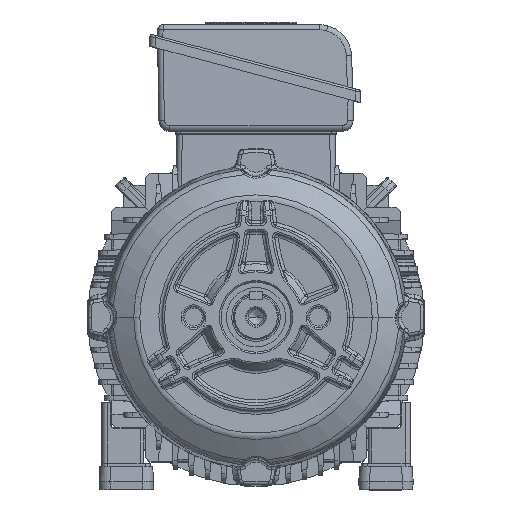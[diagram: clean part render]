
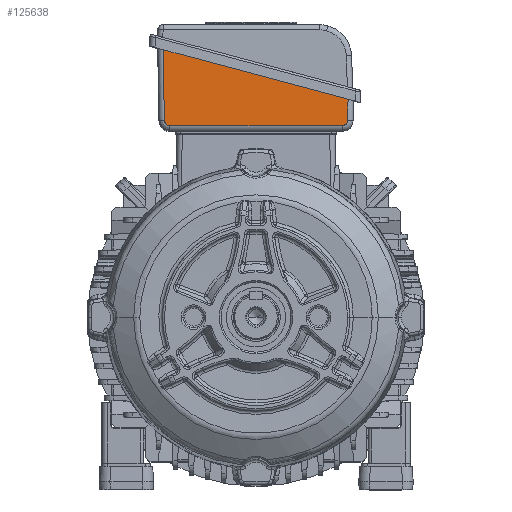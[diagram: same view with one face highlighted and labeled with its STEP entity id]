
A CAD part, top view. The second image highlights one B-rep face of the part: STEP entity #125638.
In plain terms, the highlighted face is planar.
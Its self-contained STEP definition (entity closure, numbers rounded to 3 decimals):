
#1901 = CARTESIAN_POINT ( 'NONE',  ( 88.719, -80.15, 7.584 ) ) ;
#7868 = CARTESIAN_POINT ( 'NONE',  ( 87.994, 80.173, 7.584 ) ) ;
#8211 = CARTESIAN_POINT ( 'NONE',  ( 87.5, -86.355, 81.523 ) ) ;
#8723 = LINE ( 'NONE', #127443, #104024 ) ;
#9513 = ORIENTED_EDGE ( 'NONE', *, *, #9604, .F. ) ;
#9604 = EDGE_CURVE ( 'NONE', #25002, #122770, #8723, .T. ) ;
#11101 = CARTESIAN_POINT ( 'NONE',  ( 87.889, 85.195, 12.497 ) ) ;
#18328 = CARTESIAN_POINT ( 'NONE',  ( 87.994, 80.196, 7.584 ) ) ;
#18518 = VERTEX_POINT ( 'NONE', #26598 ) ;
#22430 = DIRECTION ( 'NONE',  ( 1., 0.005, 0.017 ) ) ;
#22912 = CARTESIAN_POINT ( 'NONE',  ( 87.5, 85.595, 35.449 ) ) ;
#24474 = EDGE_CURVE ( 'NONE', #18518, #52448, #71341, .T. ) ;
#25002 = VERTEX_POINT ( 'NONE', #8211 ) ;
#26598 = CARTESIAN_POINT ( 'NONE',  ( 88.719, -80.15, 7.584 ) ) ;
#27334 = CARTESIAN_POINT ( 'NONE',  ( 87.889, 85.195, 12.497 ) ) ;
#27410 = DIRECTION ( 'NONE',  ( 0.017, 0.017, -1. ) ) ;
#29442 = CARTESIAN_POINT ( 'NONE',  ( 88.66, -85.148, 12.413 ) ) ;
#32952 = VECTOR ( 'NONE', #38227, 1000. ) ;
#37008 = CARTESIAN_POINT ( 'NONE',  ( 87.981, 83.084, 7.584 ) ) ;
#38227 = DIRECTION ( 'NONE',  ( -0.005, 1., 0. ) ) ;
#46664 = CARTESIAN_POINT ( 'NONE',  ( 88.658, -85.15, 12.497 ) ) ;
#52448 = VERTEX_POINT ( 'NONE', #124110 ) ;
#53343 = EDGE_CURVE ( 'NONE', #25002, #80169, #113712, .T. ) ;
#56903 = PLANE ( 'NONE',  #86034 ) ;
#60967 = DIRECTION ( 'NONE',  ( -0.017, 0.017, 1. ) ) ;
#64544 = DIRECTION ( 'NONE',  ( 0.017, 0., -1. ) ) ;
#66224 = EDGE_CURVE ( 'NONE', #126312, #122770, #114186, .T. ) ;
#66607 = FACE_OUTER_BOUND ( 'NONE', #88395, .T. ) ;
#70575 = ORIENTED_EDGE ( 'NONE', *, *, #66224, .T. ) ;
#71341 = LINE ( 'NONE', #7868, #32952 ) ;
#80169 = VERTEX_POINT ( 'NONE', #128706 ) ;
#83095 = CARTESIAN_POINT ( 'NONE',  ( 87.189, 85.916, 53.818 ) ) ;
#86034 = AXIS2_PLACEMENT_3D ( 'NONE', #87364, #22430, #64544 ) ;
#86800 = EDGE_CURVE ( 'NONE', #80169, #18518, #96501, .T. ) ;
#87364 = CARTESIAN_POINT ( 'NONE',  ( 87.5, 12.221, 55.11 ) ) ;
#88395 = EDGE_LOOP ( 'NONE', ( #9513, #128877, #91185, #118740, #129156, #70575 ) ) ;
#90202 = CARTESIAN_POINT ( 'NONE',  ( 87.938, 85.144, 9.609 ) ) ;
#91185 = ORIENTED_EDGE ( 'NONE', *, *, #86800, .T. ) ;
#93649 = DIRECTION ( 'NONE',  ( 0., 0.966, -0.259 ) ) ;
#96482 = CARTESIAN_POINT ( 'NONE',  ( 88.732, -83.039, 7.584 ) ) ;
#96501 =( BOUNDED_CURVE ( )  B_SPLINE_CURVE ( 3, ( #46664, #117192, #96482, #1901 ),
 .UNSPECIFIED., .F., .F. ) 
 B_SPLINE_CURVE_WITH_KNOTS ( ( 4, 4 ),
 ( 1.85, 3.403 ),
 .UNSPECIFIED. ) 
 CURVE ( )  GEOMETRIC_REPRESENTATION_ITEM ( )  RATIONAL_B_SPLINE_CURVE ( ( 1., 0.809, 0.809, 1. ) ) 
 REPRESENTATION_ITEM ( '' )  );
#103395 = EDGE_CURVE ( 'NONE', #52448, #126312, #135888, .T. ) ;
#104024 = VECTOR ( 'NONE', #93649, 1000. ) ;
#113712 = LINE ( 'NONE', #29442, #125302 ) ;
#114186 = LINE ( 'NONE', #83095, #119582 ) ;
#117192 = CARTESIAN_POINT ( 'NONE',  ( 88.707, -85.099, 9.609 ) ) ;
#118740 = ORIENTED_EDGE ( 'NONE', *, *, #24474, .T. ) ;
#119582 = VECTOR ( 'NONE', #60967, 1000. ) ;
#122770 = VERTEX_POINT ( 'NONE', #22912 ) ;
#124110 = CARTESIAN_POINT ( 'NONE',  ( 87.994, 80.196, 7.584 ) ) ;
#125302 = VECTOR ( 'NONE', #27410, 1000. ) ;
#125638 = ADVANCED_FACE ( 'NONE', ( #66607 ), #56903, .T. ) ;
#126312 = VERTEX_POINT ( 'NONE', #11101 ) ;
#127443 = CARTESIAN_POINT ( 'NONE',  ( 87.5, 12.221, 55.11 ) ) ;
#128706 = CARTESIAN_POINT ( 'NONE',  ( 88.658, -85.15, 12.497 ) ) ;
#128877 = ORIENTED_EDGE ( 'NONE', *, *, #53343, .T. ) ;
#129156 = ORIENTED_EDGE ( 'NONE', *, *, #103395, .T. ) ;
#135888 =( BOUNDED_CURVE ( )  B_SPLINE_CURVE ( 3, ( #18328, #37008, #90202, #27334 ),
 .UNSPECIFIED., .F., .F. ) 
 B_SPLINE_CURVE_WITH_KNOTS ( ( 4, 4 ),
 ( 3.403, 4.957 ),
 .UNSPECIFIED. ) 
 CURVE ( )  GEOMETRIC_REPRESENTATION_ITEM ( )  RATIONAL_B_SPLINE_CURVE ( ( 1., 0.809, 0.809, 1. ) ) 
 REPRESENTATION_ITEM ( '' )  );
